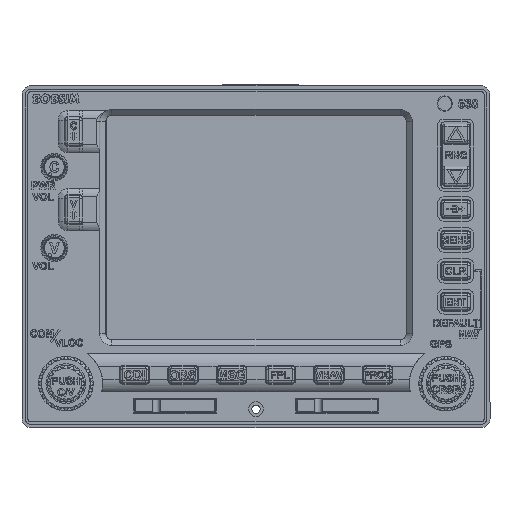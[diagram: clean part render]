
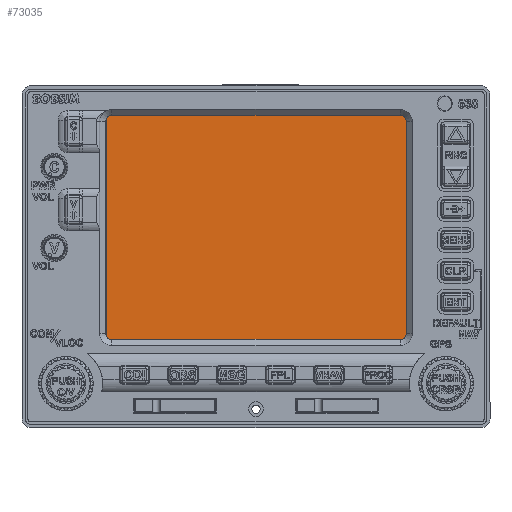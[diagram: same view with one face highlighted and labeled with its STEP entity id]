
A CAD part, front view. The second image highlights one B-rep face of the part: STEP entity #73035.
In plain terms, the highlighted planar face has unit normal (0, -1, 0).
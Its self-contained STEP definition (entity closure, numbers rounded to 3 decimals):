
#3228=PLANE('',#77498);
#5851=FACE_OUTER_BOUND('',#10195,.T.);
#10195=EDGE_LOOP('',(#56206,#56207,#56208,#56209));
#17175=LINE('',#114538,#22951);
#17179=LINE('',#114545,#22955);
#17182=LINE('',#114551,#22958);
#17184=LINE('',#114554,#22960);
#22951=VECTOR('',#85587,10.);
#22955=VECTOR('',#85593,10.);
#22958=VECTOR('',#85598,10.);
#22960=VECTOR('',#85602,10.);
#32535=VERTEX_POINT('',#114535);
#32536=VERTEX_POINT('',#114537);
#32538=VERTEX_POINT('',#114543);
#32540=VERTEX_POINT('',#114549);
#41107=EDGE_CURVE('',#32535,#32536,#17175,.T.);
#41111=EDGE_CURVE('',#32538,#32535,#17179,.T.);
#41114=EDGE_CURVE('',#32540,#32538,#17182,.T.);
#41116=EDGE_CURVE('',#32536,#32540,#17184,.T.);
#56206=ORIENTED_EDGE('',*,*,#41116,.F.);
#56207=ORIENTED_EDGE('',*,*,#41107,.F.);
#56208=ORIENTED_EDGE('',*,*,#41111,.F.);
#56209=ORIENTED_EDGE('',*,*,#41114,.F.);
#73035=ADVANCED_FACE('',(#5851),#3228,.F.);
#77498=AXIS2_PLACEMENT_3D('',#114555,#85603,#85604);
#85587=DIRECTION('',(0.,0.,-1.));
#85593=DIRECTION('',(1.,0.,0.));
#85598=DIRECTION('',(0.,0.,1.));
#85602=DIRECTION('',(-1.,0.,0.));
#85603=DIRECTION('center_axis',(0.,1.,0.));
#85604=DIRECTION('ref_axis',(0.,0.,1.));
#114535=CARTESIAN_POINT('',(52.32,0.5,41.925));
#114537=CARTESIAN_POINT('',(52.32,0.5,-37.225));
#114538=CARTESIAN_POINT('',(52.32,0.5,-37.225));
#114543=CARTESIAN_POINT('',(-52.32,0.5,41.925));
#114545=CARTESIAN_POINT('',(52.32,0.5,41.925));
#114549=CARTESIAN_POINT('',(-52.32,0.5,-37.225));
#114551=CARTESIAN_POINT('',(-52.32,0.5,41.925));
#114554=CARTESIAN_POINT('',(-52.32,0.5,-37.225));
#114555=CARTESIAN_POINT('Origin',(0.,0.5,2.35));
